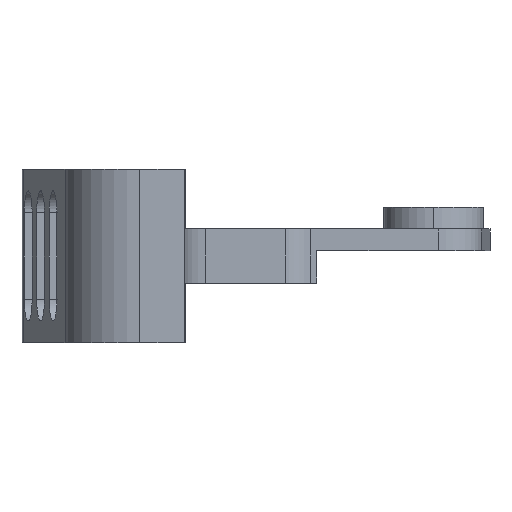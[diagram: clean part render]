
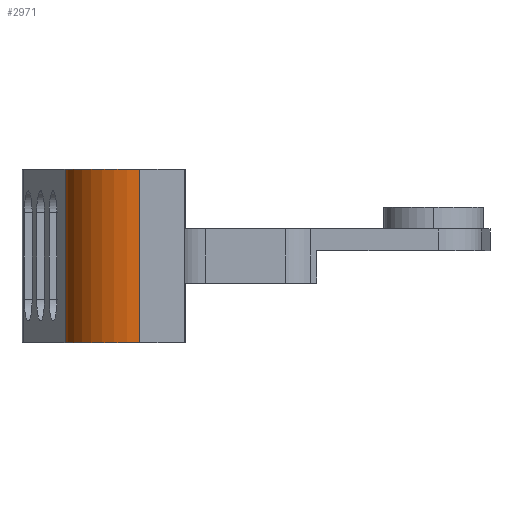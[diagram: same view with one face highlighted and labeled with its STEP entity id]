
A CAD part, left-side view. The second image highlights one B-rep face of the part: STEP entity #2971.
In plain terms, the highlighted cylindrical face has radius 1.75 mm (diameter 3.5 mm), a partial arc.
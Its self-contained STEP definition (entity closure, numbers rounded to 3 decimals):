
#15 = VECTOR ( 'NONE', #3662, 1000. ) ;
#242 = LINE ( 'NONE', #2697, #15 ) ;
#292 = ORIENTED_EDGE ( 'NONE', *, *, #5142, .F. ) ;
#467 = LINE ( 'NONE', #2229, #2034 ) ;
#491 = CIRCLE ( 'NONE', #6226, 1.75 ) ;
#509 = ORIENTED_EDGE ( 'NONE', *, *, #765, .F. ) ;
#765 = EDGE_CURVE ( 'NONE', #3863, #4143, #491, .T. ) ;
#805 = AXIS2_PLACEMENT_3D ( 'NONE', #5620, #2194, #1763 ) ;
#1757 = ORIENTED_EDGE ( 'NONE', *, *, #2246, .F. ) ;
#1763 = DIRECTION ( 'NONE',  ( -1., 0., 0. ) ) ;
#1781 = DIRECTION ( 'NONE',  ( -1., 0., 0. ) ) ;
#1850 = DIRECTION ( 'NONE',  ( -1., 0., 0. ) ) ;
#1978 = CARTESIAN_POINT ( 'NONE',  ( -13.558, 0.008, 0. ) ) ;
#2034 = VECTOR ( 'NONE', #4670, 1000. ) ;
#2194 = DIRECTION ( 'NONE',  ( 0., 0., 1. ) ) ;
#2229 = CARTESIAN_POINT ( 'NONE',  ( -15., -1.715, 4. ) ) ;
#2246 = EDGE_CURVE ( 'NONE', #4143, #4437, #242, .T. ) ;
#2433 = AXIS2_PLACEMENT_3D ( 'NONE', #4656, #4175, #1781 ) ;
#2675 = CARTESIAN_POINT ( 'NONE',  ( -15., -1.715, 4. ) ) ;
#2697 = CARTESIAN_POINT ( 'NONE',  ( -13.558, 0.008, 4. ) ) ;
#2798 = CARTESIAN_POINT ( 'NONE',  ( -13.25, -1.715, 0. ) ) ;
#2971 = ADVANCED_FACE ( 'NONE', ( #4749 ), #5649, .T. ) ;
#2986 = EDGE_CURVE ( 'NONE', #4437, #3447, #4373, .T. ) ;
#3126 = CARTESIAN_POINT ( 'NONE',  ( -13.558, 0.008, 4. ) ) ;
#3432 = CARTESIAN_POINT ( 'NONE',  ( -15., -1.715, 0. ) ) ;
#3447 = VERTEX_POINT ( 'NONE', #2675 ) ;
#3662 = DIRECTION ( 'NONE',  ( 0., 0., 1. ) ) ;
#3801 = DIRECTION ( 'NONE',  ( 0., 0., -1. ) ) ;
#3863 = VERTEX_POINT ( 'NONE', #3432 ) ;
#4143 = VERTEX_POINT ( 'NONE', #1978 ) ;
#4175 = DIRECTION ( 'NONE',  ( 0., 0., -1. ) ) ;
#4373 = CIRCLE ( 'NONE', #805, 1.75 ) ;
#4437 = VERTEX_POINT ( 'NONE', #3126 ) ;
#4656 = CARTESIAN_POINT ( 'NONE',  ( -13.25, -1.715, 4. ) ) ;
#4670 = DIRECTION ( 'NONE',  ( 0., 0., -1. ) ) ;
#4749 = FACE_OUTER_BOUND ( 'NONE', #6003, .T. ) ;
#5121 = ORIENTED_EDGE ( 'NONE', *, *, #2986, .F. ) ;
#5142 = EDGE_CURVE ( 'NONE', #3447, #3863, #467, .T. ) ;
#5620 = CARTESIAN_POINT ( 'NONE',  ( -13.25, -1.715, 4. ) ) ;
#5649 = CYLINDRICAL_SURFACE ( 'NONE', #2433, 1.75 ) ;
#6003 = EDGE_LOOP ( 'NONE', ( #5121, #1757, #509, #292 ) ) ;
#6226 = AXIS2_PLACEMENT_3D ( 'NONE', #2798, #3801, #1850 ) ;
